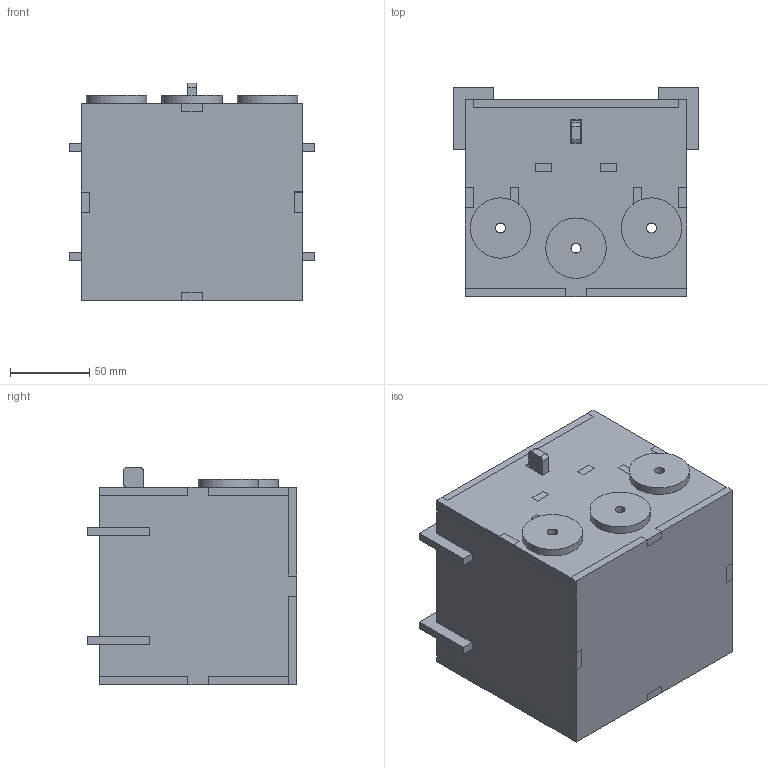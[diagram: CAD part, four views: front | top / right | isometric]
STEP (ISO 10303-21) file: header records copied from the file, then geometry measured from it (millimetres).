
FILE_DESCRIPTION(/* description */ (''),/* implementation_level */ '2;1');
FILE_NAME(/* name */ 'Final Box v12.step',/* time_stamp */ '2022-02-24T15:31:21-08:00',/* author */ (''),/* organization */ (''),/* preprocessor_version */ 'ST-DEVELOPER v18.1',/* originating_system */ 'Autodesk Translation Framework v10.13.0.1454',/* authorisation */ '');
FILE_SCHEMA (('AUTOMOTIVE_DESIGN { 1 0 10303 214 3 1 1 }'));
Length unit declared in the file: inch
Products named in the file (12): Final Box; Box Bottom; Box Front; Box Side; Lid Lock; Outer Wheel; Lock; Inner Wheel; Handle; Lock Strut; Additional Struts; Lid
Assembly tree (23 placements, depth 2):
  Final Box
    Box Bottom
    Box Front  x2
    Box Side  x2
    Lid Lock  x4
    Outer Wheel  x3
    Inner Wheel  x3
    Lock
    Handle
    Lock Strut
    Additional Struts  x4
    Lid
Bounding box: 154.94 x 132.08 x 137.16 mm (x, y, z)
Volume: 527827 mm3; surface area: 239848.6 mm2
Topology: 23 solids, 23 shells, 350 faces, 912 edges, 608 vertices
Faces by surface type: plane 329, cylinder 21
Full cylindrical faces by diameter (mm): 6.35 x12, 38.1 x3
Entity records: 6771 total; most frequent: CARTESIAN_POINT 1143, ORIENTED_EDGE 1086, DIRECTION 1039, EDGE_CURVE 543, LINE 523, VECTOR 523, VERTEX_POINT 362, AXIS2_PLACEMENT_3D 258
